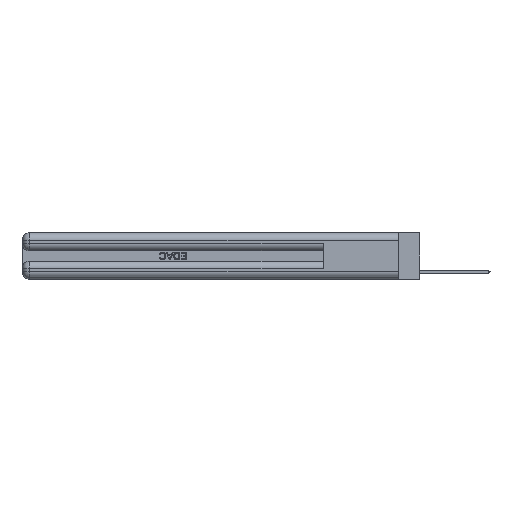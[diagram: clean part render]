
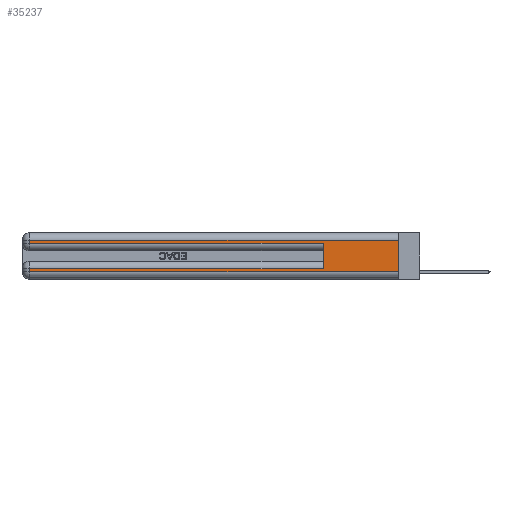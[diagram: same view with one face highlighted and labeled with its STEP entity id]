
A CAD part, left-side view. The second image highlights one B-rep face of the part: STEP entity #35237.
In plain terms, the highlighted planar face has unit normal (-1, 0, 0).
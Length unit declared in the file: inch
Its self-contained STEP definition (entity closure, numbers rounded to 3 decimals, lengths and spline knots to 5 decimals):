
#33 = ORIENTED_EDGE ( 'NONE', *, *, #18790, .T. ) ;
#344 = CARTESIAN_POINT ( 'NONE',  ( 0., 0., 0.37 ) ) ;
#431 = ORIENTED_EDGE ( 'NONE', *, *, #10137, .T. ) ;
#789 = VERTEX_POINT ( 'NONE', #24683 ) ;
#1458 = VERTEX_POINT ( 'NONE', #6087 ) ;
#2505 = DIRECTION ( 'NONE',  ( 0., 0., -1. ) ) ;
#2728 = PLANE ( 'NONE',  #12133 ) ;
#3241 = CARTESIAN_POINT ( 'NONE',  ( 0., 2.94, 0.06 ) ) ;
#4045 = EDGE_CURVE ( 'NONE', #15009, #27712, #25665, .T. ) ;
#5002 = LINE ( 'NONE', #18603, #30635 ) ;
#6087 = CARTESIAN_POINT ( 'NONE',  ( 0., 2.94, 0.085 ) ) ;
#6360 = LINE ( 'NONE', #8480, #9365 ) ;
#7610 = VERTEX_POINT ( 'NONE', #23380 ) ;
#7631 = LINE ( 'NONE', #10749, #23414 ) ;
#8171 = CARTESIAN_POINT ( 'NONE',  ( 0., 0., 0.31 ) ) ;
#8407 = CARTESIAN_POINT ( 'NONE',  ( 0., 0., 0.31 ) ) ;
#8480 = CARTESIAN_POINT ( 'NONE',  ( 0., 2.94, 0.37 ) ) ;
#8489 = LINE ( 'NONE', #8540, #23018 ) ;
#8540 = CARTESIAN_POINT ( 'NONE',  ( 0., 0.6, 0.145 ) ) ;
#9272 = LINE ( 'NONE', #32881, #33107 ) ;
#9365 = VECTOR ( 'NONE', #27678, 39.37008 ) ;
#9995 = EDGE_CURVE ( 'NONE', #19197, #789, #5002, .T. ) ;
#10137 = EDGE_CURVE ( 'NONE', #25454, #15009, #21247, .T. ) ;
#10653 = CARTESIAN_POINT ( 'NONE',  ( 0., 0., 0.37 ) ) ;
#10749 = CARTESIAN_POINT ( 'NONE',  ( 0., 0., 0.085 ) ) ;
#10795 = CARTESIAN_POINT ( 'NONE',  ( 0., 2.94, 0.31 ) ) ;
#11166 = VECTOR ( 'NONE', #28723, 39.37008 ) ;
#11172 = DIRECTION ( 'NONE',  ( 0., 1., 0. ) ) ;
#12133 = AXIS2_PLACEMENT_3D ( 'NONE', #10653, #18685, #2505 ) ;
#13539 = ORIENTED_EDGE ( 'NONE', *, *, #26436, .F. ) ;
#13926 = ORIENTED_EDGE ( 'NONE', *, *, #33977, .F. ) ;
#14172 = FACE_OUTER_BOUND ( 'NONE', #32102, .T. ) ;
#15009 = VERTEX_POINT ( 'NONE', #10795 ) ;
#15283 = CARTESIAN_POINT ( 'NONE',  ( 0., 2.94, 0.285 ) ) ;
#18329 = CARTESIAN_POINT ( 'NONE',  ( 0., 0.6, 0.085 ) ) ;
#18603 = CARTESIAN_POINT ( 'NONE',  ( 0., 0., 0.06 ) ) ;
#18685 = DIRECTION ( 'NONE',  ( 1., 0., 0. ) ) ;
#18790 = EDGE_CURVE ( 'NONE', #1458, #19197, #6360, .T. ) ;
#19185 = DIRECTION ( 'NONE',  ( 0., 0., 1. ) ) ;
#19197 = VERTEX_POINT ( 'NONE', #3241 ) ;
#19398 = VECTOR ( 'NONE', #27637, 39.37008 ) ;
#21247 = LINE ( 'NONE', #8407, #26783 ) ;
#22734 = EDGE_CURVE ( 'NONE', #27712, #7610, #9272, .T. ) ;
#22790 = DIRECTION ( 'NONE',  ( 0., 1., 0. ) ) ;
#23018 = VECTOR ( 'NONE', #19185, 39.37008 ) ;
#23221 = LINE ( 'NONE', #344, #19398 ) ;
#23380 = CARTESIAN_POINT ( 'NONE',  ( 0., 0.6, 0.285 ) ) ;
#23414 = VECTOR ( 'NONE', #22790, 39.37008 ) ;
#24683 = CARTESIAN_POINT ( 'NONE',  ( 0., 0., 0.06 ) ) ;
#25219 = ORIENTED_EDGE ( 'NONE', *, *, #30670, .T. ) ;
#25454 = VERTEX_POINT ( 'NONE', #8171 ) ;
#25665 = LINE ( 'NONE', #28837, #11166 ) ;
#26436 = EDGE_CURVE ( 'NONE', #26748, #7610, #8489, .T. ) ;
#26667 = ORIENTED_EDGE ( 'NONE', *, *, #9995, .T. ) ;
#26748 = VERTEX_POINT ( 'NONE', #18329 ) ;
#26783 = VECTOR ( 'NONE', #11172, 39.37008 ) ;
#27308 = DIRECTION ( 'NONE',  ( 0., -1., 0. ) ) ;
#27637 = DIRECTION ( 'NONE',  ( 0., 0., -1. ) ) ;
#27678 = DIRECTION ( 'NONE',  ( 0., 0., -1. ) ) ;
#27712 = VERTEX_POINT ( 'NONE', #15283 ) ;
#28723 = DIRECTION ( 'NONE',  ( 0., 0., -1. ) ) ;
#28837 = CARTESIAN_POINT ( 'NONE',  ( 0., 2.94, 0.37 ) ) ;
#30635 = VECTOR ( 'NONE', #32368, 39.37008 ) ;
#30670 = EDGE_CURVE ( 'NONE', #26748, #1458, #7631, .T. ) ;
#32102 = EDGE_LOOP ( 'NONE', ( #13926, #431, #35216, #34998, #13539, #25219, #33, #26667 ) ) ;
#32368 = DIRECTION ( 'NONE',  ( 0., -1., 0. ) ) ;
#32881 = CARTESIAN_POINT ( 'NONE',  ( 0., 0., 0.285 ) ) ;
#33107 = VECTOR ( 'NONE', #27308, 39.37008 ) ;
#33977 = EDGE_CURVE ( 'NONE', #25454, #789, #23221, .T. ) ;
#34998 = ORIENTED_EDGE ( 'NONE', *, *, #22734, .T. ) ;
#35216 = ORIENTED_EDGE ( 'NONE', *, *, #4045, .T. ) ;
#35237 = ADVANCED_FACE ( 'NONE', ( #14172 ), #2728, .F. ) ;
